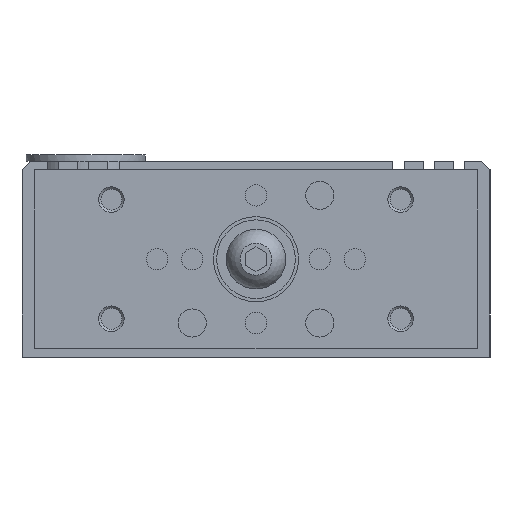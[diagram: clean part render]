
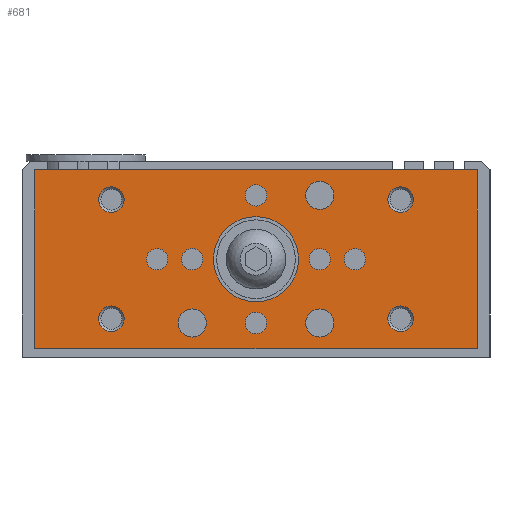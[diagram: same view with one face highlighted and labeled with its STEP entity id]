
A CAD part, left-side view. The second image highlights one B-rep face of the part: STEP entity #681.
In plain terms, the highlighted planar face has unit normal (-1, 0, 0).
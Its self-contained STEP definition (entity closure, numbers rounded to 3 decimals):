
#681 = ADVANCED_FACE( '', ( #1508, #1509, #1510, #1511, #1512, #1513, #1514, #1515, #1516, #1517, #1518, #1519, #1520, #1521, #1522 ), #1523, .F. );
#1508 = FACE_BOUND( '', #2392, .T. );
#1509 = FACE_BOUND( '', #2393, .T. );
#1510 = FACE_BOUND( '', #2394, .T. );
#1511 = FACE_BOUND( '', #2395, .T. );
#1512 = FACE_BOUND( '', #2396, .T. );
#1513 = FACE_BOUND( '', #2397, .T. );
#1514 = FACE_BOUND( '', #2398, .T. );
#1515 = FACE_BOUND( '', #2399, .T. );
#1516 = FACE_BOUND( '', #2400, .T. );
#1517 = FACE_BOUND( '', #2401, .T. );
#1518 = FACE_BOUND( '', #2402, .T. );
#1519 = FACE_BOUND( '', #2403, .T. );
#1520 = FACE_BOUND( '', #2404, .T. );
#1521 = FACE_BOUND( '', #2405, .T. );
#1522 = FACE_OUTER_BOUND( '', #2406, .T. );
#1523 = PLANE( '', #2407 );
#2392 = EDGE_LOOP( '', ( #4066 ) );
#2393 = EDGE_LOOP( '', ( #4067 ) );
#2394 = EDGE_LOOP( '', ( #4068 ) );
#2395 = EDGE_LOOP( '', ( #4069 ) );
#2396 = EDGE_LOOP( '', ( #4070 ) );
#2397 = EDGE_LOOP( '', ( #4071 ) );
#2398 = EDGE_LOOP( '', ( #4072 ) );
#2399 = EDGE_LOOP( '', ( #4073 ) );
#2400 = EDGE_LOOP( '', ( #4074 ) );
#2401 = EDGE_LOOP( '', ( #4075 ) );
#2402 = EDGE_LOOP( '', ( #4076 ) );
#2403 = EDGE_LOOP( '', ( #4077 ) );
#2404 = EDGE_LOOP( '', ( #4078 ) );
#2405 = EDGE_LOOP( '', ( #4079 ) );
#2406 = EDGE_LOOP( '', ( #4080, #4081, #4082, #4083 ) );
#2407 = AXIS2_PLACEMENT_3D( '', #4084, #4085, #4086 );
#4066 = ORIENTED_EDGE( '', *, *, #4471, .T. );
#4067 = ORIENTED_EDGE( '', *, *, #4798, .T. );
#4068 = ORIENTED_EDGE( '', *, *, #4544, .T. );
#4069 = ORIENTED_EDGE( '', *, *, #4837, .T. );
#4070 = ORIENTED_EDGE( '', *, *, #4903, .T. );
#4071 = ORIENTED_EDGE( '', *, *, #4725, .T. );
#4072 = ORIENTED_EDGE( '', *, *, #4762, .T. );
#4073 = ORIENTED_EDGE( '', *, *, #4362, .F. );
#4074 = ORIENTED_EDGE( '', *, *, #4843, .T. );
#4075 = ORIENTED_EDGE( '', *, *, #4879, .T. );
#4076 = ORIENTED_EDGE( '', *, *, #4510, .F. );
#4077 = ORIENTED_EDGE( '', *, *, #4686, .F. );
#4078 = ORIENTED_EDGE( '', *, *, #4547, .T. );
#4079 = ORIENTED_EDGE( '', *, *, #4742, .T. );
#4080 = ORIENTED_EDGE( '', *, *, #4703, .F. );
#4081 = ORIENTED_EDGE( '', *, *, #4696, .F. );
#4082 = ORIENTED_EDGE( '', *, *, #4529, .F. );
#4083 = ORIENTED_EDGE( '', *, *, #4904, .F. );
#4084 = CARTESIAN_POINT( '', ( -106., 52., 44. ) );
#4085 = DIRECTION( '', ( 1., 0., 0. ) );
#4086 = DIRECTION( '', ( 0., 0., 1. ) );
#4362 = EDGE_CURVE( '', #5076, #5076, #5077, .T. );
#4471 = EDGE_CURVE( '', #5260, #5260, #5261, .T. );
#4510 = EDGE_CURVE( '', #5325, #5325, #5326, .T. );
#4529 = EDGE_CURVE( '', #5353, #5355, #5356, .T. );
#4544 = EDGE_CURVE( '', #5378, #5378, #5379, .T. );
#4547 = EDGE_CURVE( '', #5383, #5383, #5384, .T. );
#4686 = EDGE_CURVE( '', #5592, #5592, #5593, .T. );
#4696 = EDGE_CURVE( '', #5355, #5606, #5607, .T. );
#4703 = EDGE_CURVE( '', #5606, #5616, #5617, .T. );
#4725 = EDGE_CURVE( '', #5646, #5646, #5647, .T. );
#4742 = EDGE_CURVE( '', #5668, #5668, #5669, .T. );
#4762 = EDGE_CURVE( '', #5695, #5695, #5696, .T. );
#4798 = EDGE_CURVE( '', #5742, #5742, #5743, .T. );
#4837 = EDGE_CURVE( '', #5791, #5791, #5792, .T. );
#4843 = EDGE_CURVE( '', #5799, #5799, #5800, .T. );
#4879 = EDGE_CURVE( '', #5843, #5843, #5844, .T. );
#4903 = EDGE_CURVE( '', #5872, #5872, #5873, .T. );
#4904 = EDGE_CURVE( '', #5616, #5353, #5874, .T. );
#5076 = VERTEX_POINT( '', #6095 );
#5077 = CIRCLE( '', #6096, 2.51 );
#5260 = VERTEX_POINT( '', #6493 );
#5261 = CIRCLE( '', #6494, 2.51 );
#5325 = VERTEX_POINT( '', #6577 );
#5326 = CIRCLE( '', #6578, 3. );
#5353 = VERTEX_POINT( '', #6611 );
#5355 = VERTEX_POINT( '', #6614 );
#5356 = LINE( '', #6615, #6616 );
#5378 = VERTEX_POINT( '', #6645 );
#5379 = CIRCLE( '', #6646, 2.51 );
#5383 = VERTEX_POINT( '', #6650 );
#5384 = CIRCLE( '', #6651, 3. );
#5592 = VERTEX_POINT( '', #6914 );
#5593 = CIRCLE( '', #6915, 3. );
#5606 = VERTEX_POINT( '', #6932 );
#5607 = LINE( '', #6933, #6934 );
#5616 = VERTEX_POINT( '', #6944 );
#5617 = LINE( '', #6945, #6946 );
#5646 = VERTEX_POINT( '', #6997 );
#5647 = CIRCLE( '', #6998, 3.3 );
#5668 = VERTEX_POINT( '', #7026 );
#5669 = CIRCLE( '', #7027, 10. );
#5695 = VERTEX_POINT( '', #7058 );
#5696 = CIRCLE( '', #7059, 3.3 );
#5742 = VERTEX_POINT( '', #7141 );
#5743 = CIRCLE( '', #7142, 2.51 );
#5791 = VERTEX_POINT( '', #7198 );
#5792 = CIRCLE( '', #7199, 2.51 );
#5799 = VERTEX_POINT( '', #7207 );
#5800 = CIRCLE( '', #7208, 2.51 );
#5843 = VERTEX_POINT( '', #7259 );
#5844 = CIRCLE( '', #7260, 3. );
#5872 = VERTEX_POINT( '', #7289 );
#5873 = CIRCLE( '', #7290, 3.3 );
#5874 = LINE( '', #7291, #7292 );
#6095 = CARTESIAN_POINT( '', ( -106., 20.74, 23. ) );
#6096 = AXIS2_PLACEMENT_3D( '', #7470, #7471, #7472 );
#6493 = CARTESIAN_POINT( '', ( -106., 0., 10.51 ) );
#6494 = AXIS2_PLACEMENT_3D( '', #7626, #7627, #7628 );
#6577 = CARTESIAN_POINT( '', ( -106., -31., 9. ) );
#6578 = AXIS2_PLACEMENT_3D( '', #7675, #7676, #7677 );
#6611 = CARTESIAN_POINT( '', ( -106., -52., 44. ) );
#6614 = CARTESIAN_POINT( '', ( -106., -52., 2. ) );
#6615 = CARTESIAN_POINT( '', ( -106., -52., 44. ) );
#6616 = VECTOR( '', #7700, 1000. );
#6645 = CARTESIAN_POINT( '', ( -106., 0., 35.49 ) );
#6646 = AXIS2_PLACEMENT_3D( '', #7714, #7715, #7716 );
#6650 = CARTESIAN_POINT( '', ( -106., -31., 37. ) );
#6651 = AXIS2_PLACEMENT_3D( '', #7720, #7721, #7722 );
#6914 = CARTESIAN_POINT( '', ( -106., 31., 37. ) );
#6915 = AXIS2_PLACEMENT_3D( '', #7898, #7899, #7900 );
#6932 = CARTESIAN_POINT( '', ( -106., 52., 2. ) );
#6933 = CARTESIAN_POINT( '', ( -106., -52., 2. ) );
#6934 = VECTOR( '', #7911, 1000. );
#6944 = CARTESIAN_POINT( '', ( -106., 52., 44. ) );
#6945 = CARTESIAN_POINT( '', ( -106., 52., 2. ) );
#6946 = VECTOR( '', #7919, 1000. );
#6997 = CARTESIAN_POINT( '', ( -106., -15., 4.7 ) );
#6998 = AXIS2_PLACEMENT_3D( '', #7940, #7941, #7942 );
#7026 = CARTESIAN_POINT( '', ( -106., 10., 23. ) );
#7027 = AXIS2_PLACEMENT_3D( '', #7953, #7954, #7955 );
#7058 = CARTESIAN_POINT( '', ( -106., -15., 34.7 ) );
#7059 = AXIS2_PLACEMENT_3D( '', #7976, #7977, #7978 );
#7141 = CARTESIAN_POINT( '', ( -106., 12.49, 23. ) );
#7142 = AXIS2_PLACEMENT_3D( '', #8009, #8010, #8011 );
#7198 = CARTESIAN_POINT( '', ( -106., -12.49, 23. ) );
#7199 = AXIS2_PLACEMENT_3D( '', #8053, #8054, #8055 );
#7207 = CARTESIAN_POINT( '', ( -106., -20.74, 23. ) );
#7208 = AXIS2_PLACEMENT_3D( '', #8060, #8061, #8062 );
#7259 = CARTESIAN_POINT( '', ( -106., 31., 9. ) );
#7260 = AXIS2_PLACEMENT_3D( '', #8089, #8090, #8091 );
#7289 = CARTESIAN_POINT( '', ( -106., 15., 4.7 ) );
#7290 = AXIS2_PLACEMENT_3D( '', #8108, #8109, #8110 );
#7291 = CARTESIAN_POINT( '', ( -106., 52., 44. ) );
#7292 = VECTOR( '', #8111, 1000. );
#7470 = CARTESIAN_POINT( '', ( -106., 23.25, 23. ) );
#7471 = DIRECTION( '', ( -1., 0., 0. ) );
#7472 = DIRECTION( '', ( 0., -1., 0. ) );
#7626 = CARTESIAN_POINT( '', ( -106., 0., 8. ) );
#7627 = DIRECTION( '', ( 1., 0., 0. ) );
#7628 = DIRECTION( '', ( 0., 0., 1. ) );
#7675 = CARTESIAN_POINT( '', ( -106., -34., 9. ) );
#7676 = DIRECTION( '', ( -1., 0., 0. ) );
#7677 = DIRECTION( '', ( 0., 1., 0. ) );
#7700 = DIRECTION( '', ( 0., 0., -1. ) );
#7714 = CARTESIAN_POINT( '', ( -106., 0., 38. ) );
#7715 = DIRECTION( '', ( 1., 0., 0. ) );
#7716 = DIRECTION( '', ( 0., 0., -1. ) );
#7720 = CARTESIAN_POINT( '', ( -106., -34., 37. ) );
#7721 = DIRECTION( '', ( 1., 0., 0. ) );
#7722 = DIRECTION( '', ( 0., 1., 0. ) );
#7898 = CARTESIAN_POINT( '', ( -106., 34., 37. ) );
#7899 = DIRECTION( '', ( -1., 0., 0. ) );
#7900 = DIRECTION( '', ( 0., -1., 0. ) );
#7911 = DIRECTION( '', ( 0., 1., 0. ) );
#7919 = DIRECTION( '', ( 0., 0., 1. ) );
#7940 = CARTESIAN_POINT( '', ( -106., -15., 8. ) );
#7941 = DIRECTION( '', ( 1., 0., 0. ) );
#7942 = DIRECTION( '', ( 0., 0., -1. ) );
#7953 = CARTESIAN_POINT( '', ( -106., 0., 23. ) );
#7954 = DIRECTION( '', ( 1., 0., 0. ) );
#7955 = DIRECTION( '', ( 0., 1., 0. ) );
#7976 = CARTESIAN_POINT( '', ( -106., -15., 38. ) );
#7977 = DIRECTION( '', ( 1., 0., 0. ) );
#7978 = DIRECTION( '', ( 0., 0., -1. ) );
#8009 = CARTESIAN_POINT( '', ( -106., 15., 23. ) );
#8010 = DIRECTION( '', ( 1., 0., 0. ) );
#8011 = DIRECTION( '', ( 0., -1., 0. ) );
#8053 = CARTESIAN_POINT( '', ( -106., -15., 23. ) );
#8054 = DIRECTION( '', ( 1., 0., 0. ) );
#8055 = DIRECTION( '', ( 0., 1., 0. ) );
#8060 = CARTESIAN_POINT( '', ( -106., -23.25, 23. ) );
#8061 = DIRECTION( '', ( 1., 0., 0. ) );
#8062 = DIRECTION( '', ( 0., 1., 0. ) );
#8089 = CARTESIAN_POINT( '', ( -106., 34., 9. ) );
#8090 = DIRECTION( '', ( 1., 0., 0. ) );
#8091 = DIRECTION( '', ( 0., -1., 0. ) );
#8108 = CARTESIAN_POINT( '', ( -106., 15., 8. ) );
#8109 = DIRECTION( '', ( 1., 0., 0. ) );
#8110 = DIRECTION( '', ( 0., 0., -1. ) );
#8111 = DIRECTION( '', ( 0., -1., 0. ) );
